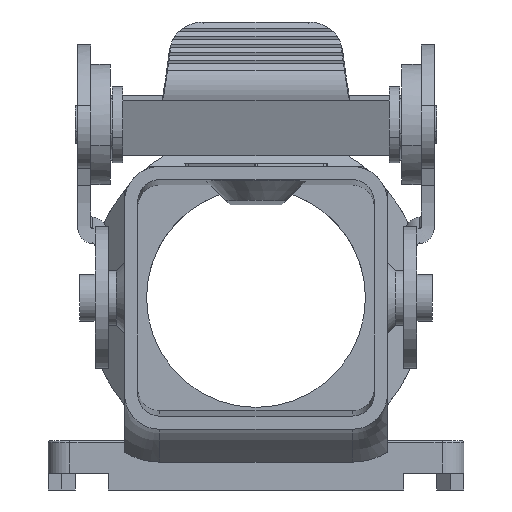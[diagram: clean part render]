
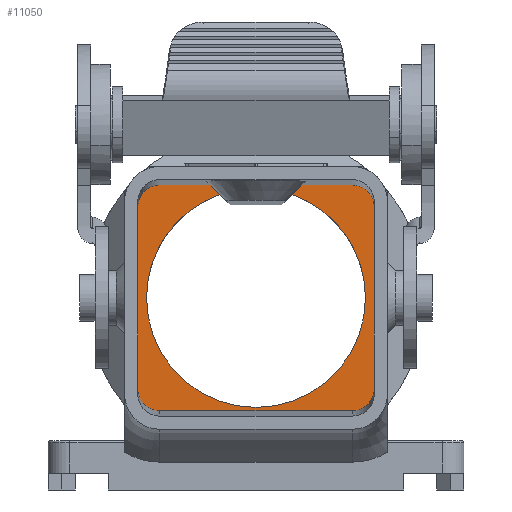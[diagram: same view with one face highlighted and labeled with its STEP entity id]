
A CAD part, front view. The second image highlights one B-rep face of the part: STEP entity #11050.
In plain terms, the highlighted face is planar.
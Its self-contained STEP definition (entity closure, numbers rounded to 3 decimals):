
#9070=CARTESIAN_POINT('',(22.1,46.962,0.));
#9080=VERTEX_POINT('',#9070);
#9110=CARTESIAN_POINT('',(24.1,46.962,0.));
#9120=DIRECTION('',(0.,0.,-1.));
#9130=DIRECTION('',(0.,1.,0.));
#9140=AXIS2_PLACEMENT_3D('',#9110,#9120,#9130);
#9150=ELLIPSE('',#9140,2.,2.);
#9160=CARTESIAN_POINT('',(24.1,44.962,0.));
#9170=VERTEX_POINT('',#9160);
#9180=EDGE_CURVE('',#9170,#9080,#9150,.T.);
#9790=CARTESIAN_POINT('',(29.589,64.716,0.));
#9800=VERTEX_POINT('',#9790);
#9810=CARTESIAN_POINT('',(36.211,64.716,0.));
#9820=VERTEX_POINT('',#9810);
#9850=CARTESIAN_POINT('',(32.9,55.28,0.));
#9860=DIRECTION('',(0.,0.,-1.));
#9870=DIRECTION('',(-1.,0.,0.));
#9880=AXIS2_PLACEMENT_3D('',#9850,#9860,#9870);
#9890=CIRCLE('',#9880,10.);
#9900=CARTESIAN_POINT('',(42.9,55.28,0.));
#9910=VERTEX_POINT('',#9900);
#9920=EDGE_CURVE('',#9820,#9910,#9890,.T.);
#10050=CARTESIAN_POINT('',(22.9,55.28,0.));
#10060=VERTEX_POINT('',#10050);
#10090=EDGE_CURVE('',#10060,#9800,#9890,.T.);
#10140=CARTESIAN_POINT('',(30.553,56.861,0.));
#10150=DIRECTION('',(0.,0.,-1.));
#10160=DIRECTION('',(-1.,0.,0.));
#10170=AXIS2_PLACEMENT_3D('',#10140,#10150,#10160);
#10180=PLANE('',#10170);
#10190=EDGE_CURVE('',#9910,#10060,#9890,.T.);
#10200=ORIENTED_EDGE('',*,*,#10190,.T.);
#10210=ORIENTED_EDGE('',*,*,#9920,.T.);
#10220=CARTESIAN_POINT('',(-28.505,0.,0.));
#10230=DIRECTION('',(-0.707,-0.707,0.));
#10240=VECTOR('',#10230,1.);
#10250=LINE('',#10220,#10240);
#10260=CARTESIAN_POINT('',(37.093,65.598,0.));
#10270=VERTEX_POINT('',#10260);
#10280=EDGE_CURVE('',#10270,#9820,#10250,.T.);
#10290=ORIENTED_EDGE('',*,*,#10280,.T.);
#10300=CARTESIAN_POINT('',(0.,65.598,0.));
#10310=DIRECTION('',(-1.,0.,0.));
#10320=VECTOR('',#10310,1.);
#10330=LINE('',#10300,#10320);
#10340=CARTESIAN_POINT('',(41.7,65.598,0.));
#10350=VERTEX_POINT('',#10340);
#10360=EDGE_CURVE('',#10350,#10270,#10330,.T.);
#10370=ORIENTED_EDGE('',*,*,#10360,.T.);
#10380=CARTESIAN_POINT('',(41.7,63.598,0.));
#10390=DIRECTION('',(0.,0.,-1.));
#10400=DIRECTION('',(0.,1.,0.));
#10410=AXIS2_PLACEMENT_3D('',#10380,#10390,#10400);
#10420=ELLIPSE('',#10410,2.,2.);
#10430=CARTESIAN_POINT('',(43.7,63.598,0.));
#10440=VERTEX_POINT('',#10430);
#10450=EDGE_CURVE('',#10350,#10440,#10420,.T.);
#10460=ORIENTED_EDGE('',*,*,#10450,.F.);
#10470=CARTESIAN_POINT('',(43.7,0.,0.));
#10480=DIRECTION('',(0.,1.,0.));
#10490=VECTOR('',#10480,1.);
#10500=LINE('',#10470,#10490);
#10510=CARTESIAN_POINT('',(43.7,46.962,0.));
#10520=VERTEX_POINT('',#10510);
#10530=EDGE_CURVE('',#10520,#10440,#10500,.T.);
#10540=ORIENTED_EDGE('',*,*,#10530,.T.);
#10550=CARTESIAN_POINT('',(41.7,46.962,0.));
#10560=DIRECTION('',(0.,0.,-1.));
#10570=DIRECTION('',(0.,1.,0.));
#10580=AXIS2_PLACEMENT_3D('',#10550,#10560,#10570);
#10590=ELLIPSE('',#10580,2.,2.);
#10600=CARTESIAN_POINT('',(41.7,44.962,0.));
#10610=VERTEX_POINT('',#10600);
#10620=EDGE_CURVE('',#10520,#10610,#10590,.T.);
#10630=ORIENTED_EDGE('',*,*,#10620,.F.);
#10640=CARTESIAN_POINT('',(0.,44.962,0.));
#10650=DIRECTION('',(1.,0.,0.));
#10660=VECTOR('',#10650,1.);
#10670=LINE('',#10640,#10660);
#10680=EDGE_CURVE('',#9170,#10610,#10670,.T.);
#10690=ORIENTED_EDGE('',*,*,#10680,.T.);
#10700=ORIENTED_EDGE('',*,*,#9180,.F.);
#10710=CARTESIAN_POINT('',(22.1,0.,0.));
#10720=DIRECTION('',(0.,1.,0.));
#10730=VECTOR('',#10720,1.);
#10740=LINE('',#10710,#10730);
#10750=CARTESIAN_POINT('',(22.1,63.598,0.));
#10760=VERTEX_POINT('',#10750);
#10770=EDGE_CURVE('',#9080,#10760,#10740,.T.);
#10780=ORIENTED_EDGE('',*,*,#10770,.F.);
#10790=CARTESIAN_POINT('',(24.1,63.598,0.));
#10800=DIRECTION('',(0.,0.,-1.));
#10810=DIRECTION('',(0.,1.,0.));
#10820=AXIS2_PLACEMENT_3D('',#10790,#10800,#10810);
#10830=ELLIPSE('',#10820,2.,2.);
#10840=CARTESIAN_POINT('',(24.1,65.598,0.));
#10850=VERTEX_POINT('',#10840);
#10860=EDGE_CURVE('',#10760,#10850,#10830,.T.);
#10870=ORIENTED_EDGE('',*,*,#10860,.F.);
#10880=CARTESIAN_POINT('',(0.,65.598,0.));
#10890=DIRECTION('',(1.,0.,0.));
#10900=VECTOR('',#10890,1.);
#10910=LINE('',#10880,#10900);
#10920=CARTESIAN_POINT('',(28.707,65.598,0.));
#10930=VERTEX_POINT('',#10920);
#10940=EDGE_CURVE('',#10850,#10930,#10910,.T.);
#10950=ORIENTED_EDGE('',*,*,#10940,.F.);
#10960=CARTESIAN_POINT('',(94.305,0.,0.));
#10970=DIRECTION('',(0.707,-0.707,0.));
#10980=VECTOR('',#10970,1.);
#10990=LINE('',#10960,#10980);
#11000=EDGE_CURVE('',#10930,#9800,#10990,.T.);
#11010=ORIENTED_EDGE('',*,*,#11000,.F.);
#11020=ORIENTED_EDGE('',*,*,#10090,.T.);
#11030=EDGE_LOOP('',(#11020,#11010,#10950,#10870,#10780,#10700,#10690,
#10630,#10540,#10460,#10370,#10290,#10210,#10200));
#11040=FACE_OUTER_BOUND('',#11030,.T.);
#11050=ADVANCED_FACE('',(#11040),#10180,.F.);
